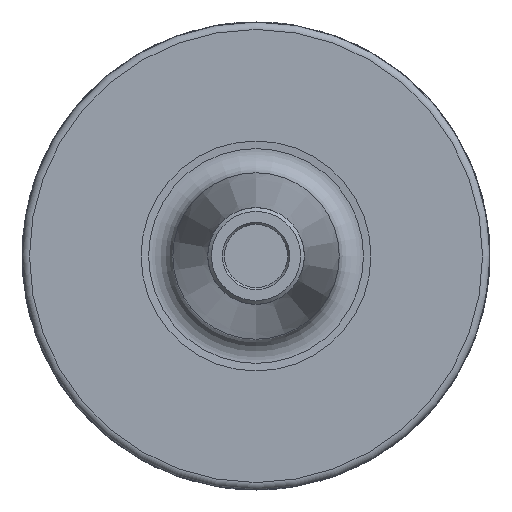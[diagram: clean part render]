
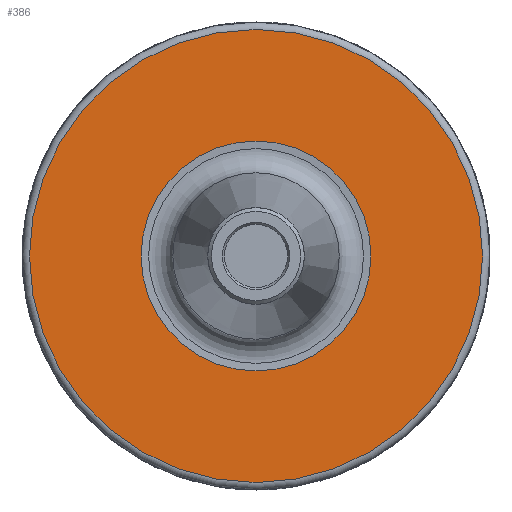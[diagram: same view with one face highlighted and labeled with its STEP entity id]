
A CAD part, left-side view. The second image highlights one B-rep face of the part: STEP entity #386.
In plain terms, the highlighted planar face has unit normal (-1, 0, 0).
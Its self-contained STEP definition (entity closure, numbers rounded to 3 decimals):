
#200=PLANE('',#1383);
#386=ADVANCED_FACE('',(#442,#443),#200,.F.);
#442=FACE_BOUND('',#543,.T.);
#443=FACE_BOUND('',#544,.T.);
#543=EDGE_LOOP('',(#887));
#544=EDGE_LOOP('',(#888));
#887=ORIENTED_EDGE('',*,*,#1192,.T.);
#888=ORIENTED_EDGE('',*,*,#1191,.F.);
#1019=VERTEX_POINT('',#2575);
#1020=VERTEX_POINT('',#2578);
#1191=EDGE_CURVE('',#1019,#1019,#1249,.T.);
#1192=EDGE_CURVE('',#1020,#1020,#1250,.T.);
#1249=CIRCLE('',#1380,30.495);
#1250=CIRCLE('',#1382,15.474);
#1380=AXIS2_PLACEMENT_3D('',#2574,#1698,#1699);
#1382=AXIS2_PLACEMENT_3D('',#2577,#1702,#1703);
#1383=AXIS2_PLACEMENT_3D('',#2579,#1704,#1705);
#1698=DIRECTION('',(1.,0.,0.));
#1699=DIRECTION('',(0.,0.,1.));
#1702=DIRECTION('',(1.,0.,0.));
#1703=DIRECTION('',(0.,0.,1.));
#1704=DIRECTION('',(1.,0.,0.));
#1705=DIRECTION('',(0.,0.,-1.));
#2574=CARTESIAN_POINT('',(50.,0.,0.));
#2575=CARTESIAN_POINT('',(50.,0.,30.495));
#2577=CARTESIAN_POINT('',(50.,0.,0.));
#2578=CARTESIAN_POINT('',(50.,0.,15.474));
#2579=CARTESIAN_POINT('',(50.,30.495,0.));
